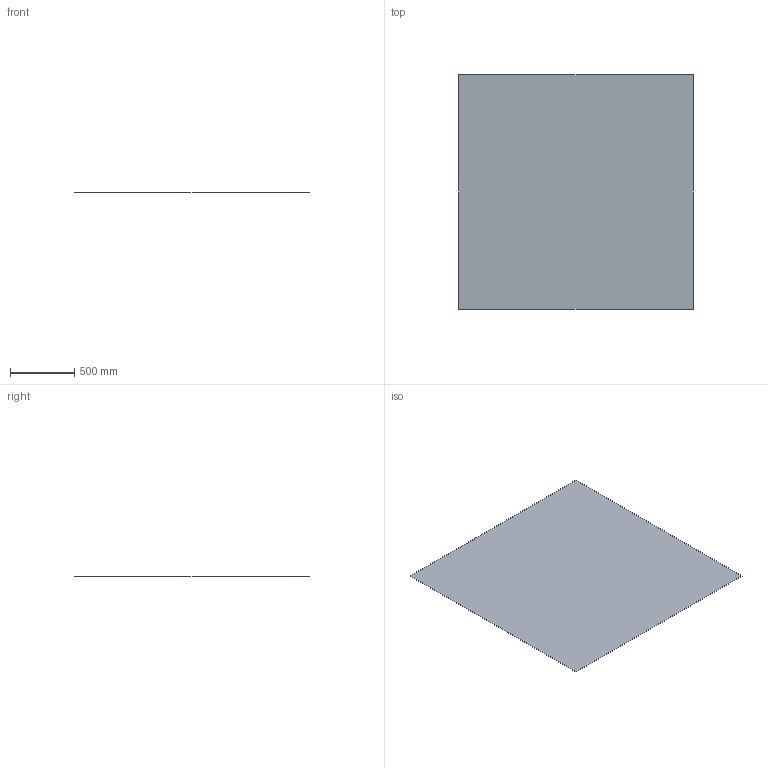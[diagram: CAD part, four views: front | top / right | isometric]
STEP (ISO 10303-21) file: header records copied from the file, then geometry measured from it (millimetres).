
FILE_DESCRIPTION(('CAx-IF Rec.Pracs.---Model Styling and Organization---1.5---2016-08-15','CAx-IF Rec.Pracs.---Geometric and Assembly Validation Properties---4.4---2016-08-17','CAx-IF Rec.Pracs.---User Defined Attributes---1.5---2016-08-15','CAx-IF Rec.Pracs.---External References---2.1---2005-01-19'),'2;1');
FILE_NAME('FlatPlate.stp','2024-01-23T22:43:11',('Unspecified'),('Unspecified'),'CAD Exchanger 3.24.0 (cadexchanger.com)','Unspecified','');
FILE_SCHEMA(('AP242_MANAGED_MODEL_BASED_3D_ENGINEERING_MIM_LF { 1 0 10303 442 1 1 4 }'));
Length unit declared in the file: metre
Products named in the file (5): Part1|PartBody|Ply 1 Boundary; Part1|PartBody|Ply 2 Boundary; Part1|PartBody|Ply 3 Boundary; Part1|PartBody|Ply 4 Boundary; Part1|PartBody|Base Surface
Bounding box: 1828.8 x 1828.8 x 0 mm (x, y, z)
Surface area: 3344509.4 mm2 (no closed solid volume)
Topology: 0 solids, 1 shells, 1 faces, 20 edges, 24 vertices
Faces by surface type: plane 1
Entity records: 359 total; most frequent: CARTESIAN_POINT 58, VERTEX_POINT 36, DIRECTION 24, EDGE_CURVE 20, LINE 20, VECTOR 20, PROPERTY_DEFINITION 20, REPRESENTATION 20
